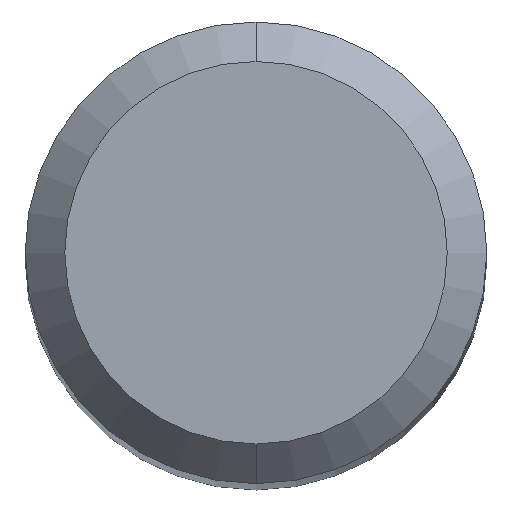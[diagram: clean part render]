
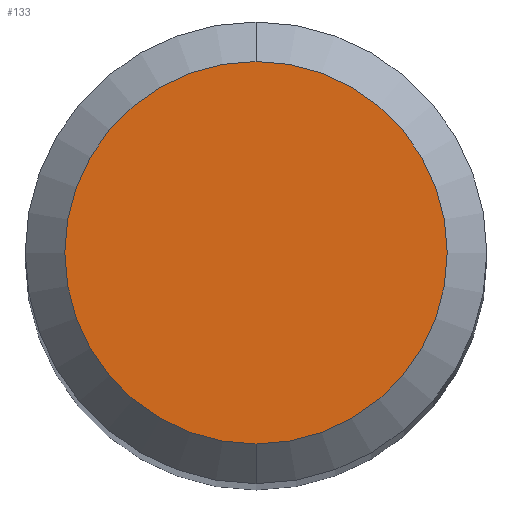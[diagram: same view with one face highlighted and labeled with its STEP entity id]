
A CAD part, top view. The second image highlights one B-rep face of the part: STEP entity #133.
In plain terms, the highlighted planar face has unit normal (0, 0, 1).
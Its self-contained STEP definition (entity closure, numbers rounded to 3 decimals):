
#133=ADVANCED_FACE('',(#348),#349,.T.);
#157=VERTEX_POINT('',#373);
#233=EDGE_CURVE('',#157,#301,#459,.T.);
#281=EDGE_CURVE('',#301,#157,#516,.T.);
#301=VERTEX_POINT('',#538);
#348=FACE_OUTER_BOUND('',#581,.T.);
#349=PLANE('',#582);
#373=CARTESIAN_POINT('',(0.,-1.45,0.0));
#459=CIRCLE('',#728,1.45);
#516=CIRCLE('',#796,1.45);
#538=CARTESIAN_POINT('',(0.0,1.45,0.0));
#581=EDGE_LOOP('',(#866,#867));
#582=AXIS2_PLACEMENT_3D('',#868,#869,#870);
#728=AXIS2_PLACEMENT_3D('',#998,#999,#1000);
#796=AXIS2_PLACEMENT_3D('',#1084,#1085,#1086);
#866=ORIENTED_EDGE('',*,*,#281,.F.);
#867=ORIENTED_EDGE('',*,*,#233,.F.);
#868=CARTESIAN_POINT('',(0.0,0.725,0.0));
#869=DIRECTION('',(-0.0,0.0,1.0));
#870=DIRECTION('',(0.0,-1.0,0.0));
#998=CARTESIAN_POINT('',(0.0,0.0,0.0));
#999=DIRECTION('',(0.0,0.0,-1.0));
#1000=DIRECTION('',(0.0,1.0,0.0));
#1084=CARTESIAN_POINT('',(0.0,0.0,0.0));
#1085=DIRECTION('',(0.0,0.0,-1.0));
#1086=DIRECTION('',(0.0,1.0,0.0));
